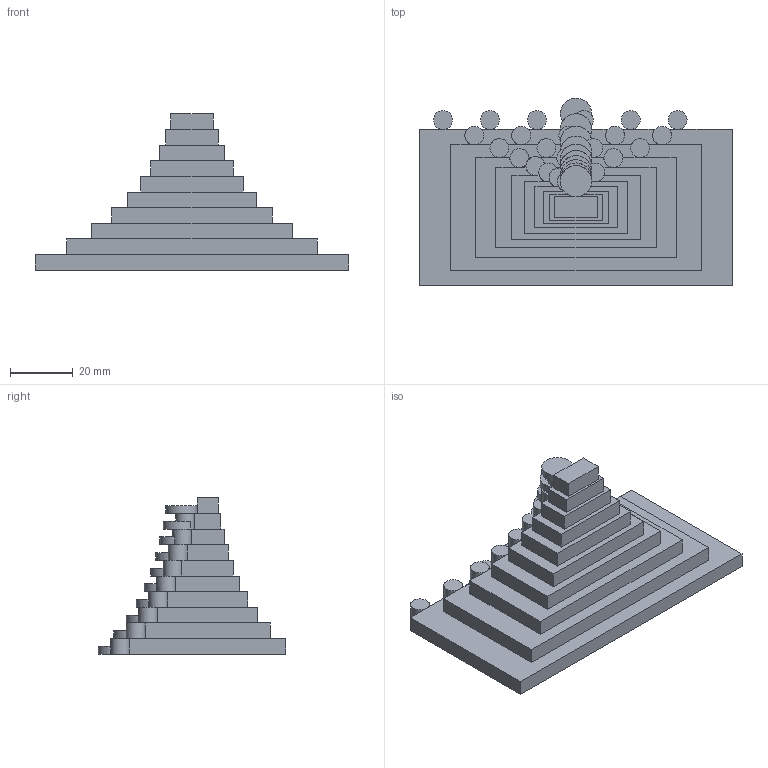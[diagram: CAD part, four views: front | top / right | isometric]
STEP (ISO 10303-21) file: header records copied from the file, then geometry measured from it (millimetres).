
FILE_DESCRIPTION(('Open CASCADE Model'),'2;1');
FILE_NAME('Open CASCADE Shape Model','2024-05-30T14:43:10',('Author'),( 'Open CASCADE'),'Open CASCADE STEP processor 7.7','Open CASCADE 7.7' ,'Unknown');
FILE_SCHEMA(('AUTOMOTIVE_DESIGN { 1 0 10303 214 1 1 1 1 }'));
Length unit declared in the file: millimetre
Products named in the file (7): Open CASCADE STEP translator 7.7 82; Open CASCADE STEP translator 7.7 82.1; Open CASCADE STEP translator 7.7 82.2; Open CASCADE STEP translator 7.7 82.3; Open CASCADE STEP translator 7.7 82.4; Open CASCADE STEP translator 7.7 82.5; Open CASCADE STEP translator 7.7 82.6
Assembly tree (6 placements, depth 2):
  Open CASCADE STEP translator 7.7 82
    Open CASCADE STEP translator 7.7 82.1
    Open CASCADE STEP translator 7.7 82.2
    Open CASCADE STEP translator 7.7 82.3
    Open CASCADE STEP translator 7.7 82.4
    Open CASCADE STEP translator 7.7 82.5
    Open CASCADE STEP translator 7.7 82.6
Bounding box: 100 x 59.99 x 50 mm (x, y, z)
Volume: 73743.8 mm3; surface area: 20992.3 mm2
Topology: 6 solids, 6 shells, 228 faces, 542 edges, 308 vertices
Faces by surface type: plane 158, cylinder 70
Entity records: 13644 total; most frequent: CARTESIAN_POINT 2459, DIRECTION 2174, ORIENTED_EDGE 1124, PCURVE 1084, DEFINITIONAL_REPRESENTATION 1084, LINE 1016, VECTOR 1016, EDGE_CURVE 542
